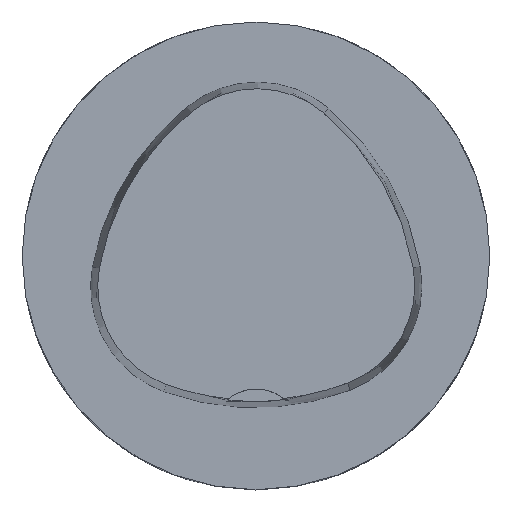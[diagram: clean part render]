
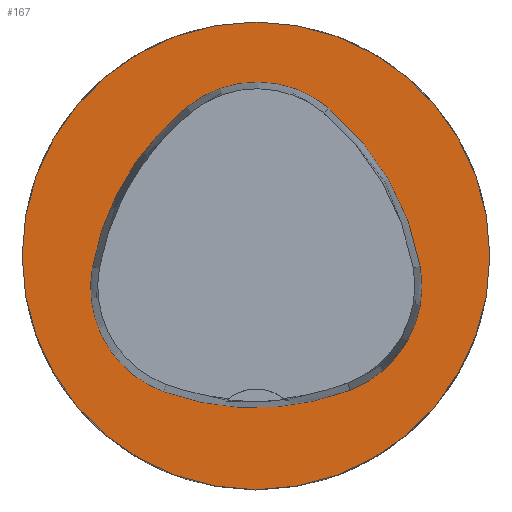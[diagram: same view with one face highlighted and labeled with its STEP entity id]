
A CAD part, top view. The second image highlights one B-rep face of the part: STEP entity #167.
In plain terms, the highlighted planar face has unit normal (0, 0, 1).
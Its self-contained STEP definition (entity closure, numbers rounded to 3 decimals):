
#110=PLANE('',#595);
#167=ADVANCED_FACE('',(#254,#255),#110,.T.);
#254=FACE_BOUND('',#285,.T.);
#255=FACE_BOUND('',#286,.T.);
#285=EDGE_LOOP('',(#372,#373,#374,#375,#376,#377));
#286=EDGE_LOOP('',(#378));
#372=ORIENTED_EDGE('',*,*,#512,.T.);
#373=ORIENTED_EDGE('',*,*,#492,.T.);
#374=ORIENTED_EDGE('',*,*,#496,.T.);
#375=ORIENTED_EDGE('',*,*,#499,.T.);
#376=ORIENTED_EDGE('',*,*,#502,.T.);
#377=ORIENTED_EDGE('',*,*,#510,.T.);
#378=ORIENTED_EDGE('',*,*,#483,.F.);
#441=VERTEX_POINT('',#801);
#450=VERTEX_POINT('',#820);
#451=VERTEX_POINT('',#821);
#454=VERTEX_POINT('',#829);
#456=VERTEX_POINT('',#835);
#458=VERTEX_POINT('',#841);
#465=VERTEX_POINT('',#862);
#483=EDGE_CURVE('',#441,#441,#533,.T.);
#492=EDGE_CURVE('',#450,#451,#534,.T.);
#496=EDGE_CURVE('',#451,#454,#536,.T.);
#499=EDGE_CURVE('',#454,#456,#538,.T.);
#502=EDGE_CURVE('',#456,#458,#540,.T.);
#510=EDGE_CURVE('',#458,#465,#544,.T.);
#512=EDGE_CURVE('',#465,#450,#546,.T.);
#533=CIRCLE('',#564,31.5);
#534=CIRCLE('',#570,36.0);
#536=CIRCLE('',#573,15.0);
#538=CIRCLE('',#576,36.0);
#540=CIRCLE('',#579,15.0);
#544=CIRCLE('',#584,36.0);
#546=CIRCLE('',#587,15.0);
#564=AXIS2_PLACEMENT_3D('',#800,#641,#642);
#570=AXIS2_PLACEMENT_3D('',#819,#657,#658);
#573=AXIS2_PLACEMENT_3D('',#828,#665,#666);
#576=AXIS2_PLACEMENT_3D('',#834,#672,#673);
#579=AXIS2_PLACEMENT_3D('',#840,#679,#680);
#584=AXIS2_PLACEMENT_3D('',#863,#691,#692);
#587=AXIS2_PLACEMENT_3D('',#866,#697,#698);
#595=AXIS2_PLACEMENT_3D('',#876,#713,#714);
#641=DIRECTION('',(0.0,0.0,-1.0));
#642=DIRECTION('',(-1.0,0.0,0.0));
#657=DIRECTION('',(0.0,0.0,-1.0));
#658=DIRECTION('',(-1.0,0.0,0.0));
#665=DIRECTION('',(0.0,0.0,-1.0));
#666=DIRECTION('',(-1.0,0.0,0.0));
#672=DIRECTION('',(0.0,0.0,-1.0));
#673=DIRECTION('',(-1.0,0.0,0.0));
#679=DIRECTION('',(0.0,0.0,-1.0));
#680=DIRECTION('',(-1.0,0.0,0.0));
#691=DIRECTION('',(0.0,0.0,-1.0));
#692=DIRECTION('',(-1.0,0.0,0.0));
#697=DIRECTION('',(0.0,0.0,-1.0));
#698=DIRECTION('',(-1.0,0.0,0.0));
#713=DIRECTION('',(0.0,0.0,1.0));
#714=DIRECTION('',(-1.0,0.0,0.0));
#800=CARTESIAN_POINT('',(0.0,0.0,0.0));
#801=CARTESIAN_POINT('',(-31.5,0.0,0.0));
#819=CARTESIAN_POINT('',(13.398,-7.893,0.0));
#820=CARTESIAN_POINT('',(-22.041,-1.562,0.0));
#821=CARTESIAN_POINT('',(-9.317,20.036,0.0));
#828=CARTESIAN_POINT('',(0.148,8.399,0.0));
#829=CARTESIAN_POINT('',(9.779,19.898,0.0));
#834=CARTESIAN_POINT('',(-13.337,-7.7,0.0));
#835=CARTESIAN_POINT('',(22.122,-1.48,0.0));
#840=CARTESIAN_POINT('',(7.347,-4.071,0.0));
#841=CARTESIAN_POINT('',(12.693,-18.087,0.0));
#862=CARTESIAN_POINT('',(-12.373,-18.307,0.0));
#863=CARTESIAN_POINT('',(-0.137,15.55,0.0));
#866=CARTESIAN_POINT('',(-7.275,-4.2,0.0));
#876=CARTESIAN_POINT('',(0.0,0.0,0.0));
